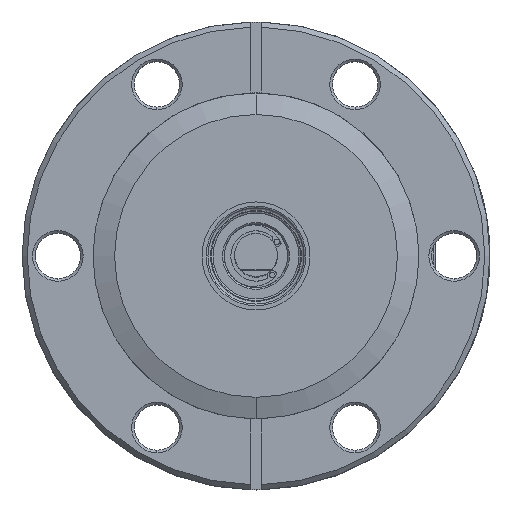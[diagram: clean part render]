
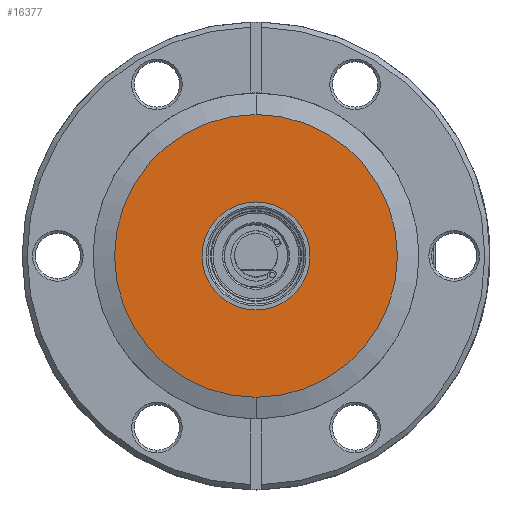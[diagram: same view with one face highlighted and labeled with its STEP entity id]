
A CAD part, top view. The second image highlights one B-rep face of the part: STEP entity #16377.
In plain terms, the highlighted planar face has unit normal (0, 0, 1).
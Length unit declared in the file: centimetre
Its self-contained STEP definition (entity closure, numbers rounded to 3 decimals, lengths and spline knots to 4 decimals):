
#1383=PLANE('',#54627);
#1934=CIRCLE('',#54628,2.0955);
#1935=CIRCLE('',#54629,2.0955);
#1936=CIRCLE('',#54630,0.8001);
#2341=VERTEX_POINT('',#20830);
#2342=VERTEX_POINT('',#20831);
#2343=VERTEX_POINT('',#20834);
#6027=EDGE_CURVE('',#2341,#2342,#1934,.F.);
#6028=EDGE_CURVE('',#2342,#2341,#1935,.T.);
#6029=EDGE_CURVE('',#2343,#2343,#1936,.T.);
#8808=ORIENTED_EDGE('',*,*,#6027,.F.);
#8809=ORIENTED_EDGE('',*,*,#6028,.F.);
#8810=ORIENTED_EDGE('',*,*,#6029,.F.);
#14197=EDGE_LOOP('',(#8808,#8809));
#14198=EDGE_LOOP('',(#8810));
#15294=FACE_BOUND('',#14197,.T.);
#15295=FACE_BOUND('',#14198,.T.);
#16377=ADVANCED_FACE('',(#15294,#15295),#1383,.T.);
#17610=DIRECTION('',(0.,0.,1.));
#17611=DIRECTION('',(0.,0.,1.));
#17612=DIRECTION('',(-0.008,2.095,0.));
#17613=DIRECTION('',(0.,0.,-1.));
#17614=DIRECTION('',(-0.008,2.095,0.));
#17615=DIRECTION('',(0.,0.,1.));
#17616=DIRECTION('',(0.691,0.403,0.));
#20828=CARTESIAN_POINT('',(-0.0076,2.0955,12.9489));
#20829=CARTESIAN_POINT('',(0.,0.,
12.9489));
#20830=CARTESIAN_POINT('',(-0.0076,2.0955,12.9489));
#20831=CARTESIAN_POINT('',(0.0076,-2.0955,12.9489));
#20832=CARTESIAN_POINT('',(0.,0.,
12.9489));
#20833=CARTESIAN_POINT('',(0.,0.,
12.9489));
#20834=CARTESIAN_POINT('',(-0.6914,-0.4026,12.9489));
#54627=AXIS2_PLACEMENT_3D('',#20828,#17610,$);
#54628=AXIS2_PLACEMENT_3D('',#20829,#17611,#17612);
#54629=AXIS2_PLACEMENT_3D('',#20832,#17613,#17614);
#54630=AXIS2_PLACEMENT_3D('',#20833,#17615,#17616);
